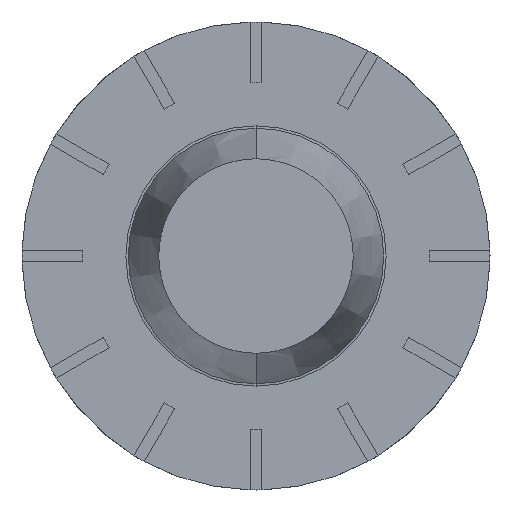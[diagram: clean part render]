
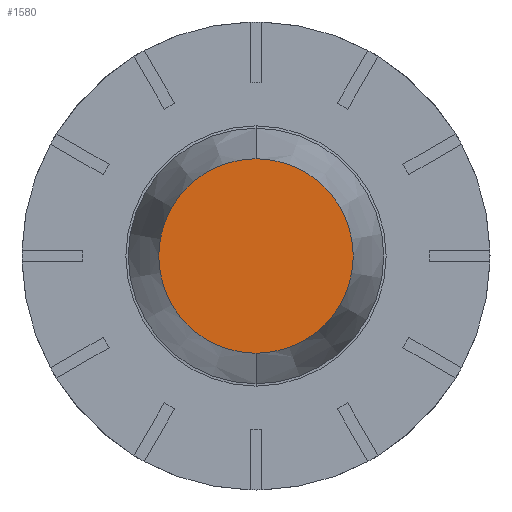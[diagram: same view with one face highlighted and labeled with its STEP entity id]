
A CAD part, front view. The second image highlights one B-rep face of the part: STEP entity #1580.
In plain terms, the highlighted planar face has unit normal (0, -1, 0).
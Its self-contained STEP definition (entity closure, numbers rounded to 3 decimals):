
#218 = DIRECTION ( 'NONE',  ( 0., 0., 1. ) ) ;
#358 = EDGE_CURVE ( 'NONE', #1422, #1722, #3002, .T. ) ;
#456 = DIRECTION ( 'NONE',  ( 0., 1., 0. ) ) ;
#495 = CARTESIAN_POINT ( 'NONE',  ( 0., -30.2, 4.075 ) ) ;
#627 = ORIENTED_EDGE ( 'NONE', *, *, #1749, .F. ) ;
#699 = DIRECTION ( 'NONE',  ( 0., 0., -1. ) ) ;
#861 = AXIS2_PLACEMENT_3D ( 'NONE', #2664, #456, #218 ) ;
#1033 = CARTESIAN_POINT ( 'NONE',  ( 0., -30.2, -4.075 ) ) ;
#1211 = FACE_OUTER_BOUND ( 'NONE', #1458, .T. ) ;
#1334 = ORIENTED_EDGE ( 'NONE', *, *, #358, .F. ) ;
#1422 = VERTEX_POINT ( 'NONE', #495 ) ;
#1458 = EDGE_LOOP ( 'NONE', ( #1334, #627 ) ) ;
#1580 = ADVANCED_FACE ( 'NONE', ( #1211 ), #2837, .T. ) ;
#1722 = VERTEX_POINT ( 'NONE', #1033 ) ;
#1725 = CIRCLE ( 'NONE', #861, 4.075 ) ;
#1749 = EDGE_CURVE ( 'NONE', #1722, #1422, #1725, .T. ) ;
#1790 = CARTESIAN_POINT ( 'NONE',  ( -4.075, -30.2, 0. ) ) ;
#2083 = DIRECTION ( 'NONE',  ( 0., 1., 0. ) ) ;
#2184 = AXIS2_PLACEMENT_3D ( 'NONE', #2370, #2083, #3467 ) ;
#2279 = DIRECTION ( 'NONE',  ( 0., -1., 0. ) ) ;
#2370 = CARTESIAN_POINT ( 'NONE',  ( 0., -30.2, 0. ) ) ;
#2664 = CARTESIAN_POINT ( 'NONE',  ( 0., -30.2, 0. ) ) ;
#2837 = PLANE ( 'NONE',  #3340 ) ;
#3002 = CIRCLE ( 'NONE', #2184, 4.075 ) ;
#3340 = AXIS2_PLACEMENT_3D ( 'NONE', #1790, #2279, #699 ) ;
#3467 = DIRECTION ( 'NONE',  ( 0., 0., 1. ) ) ;
